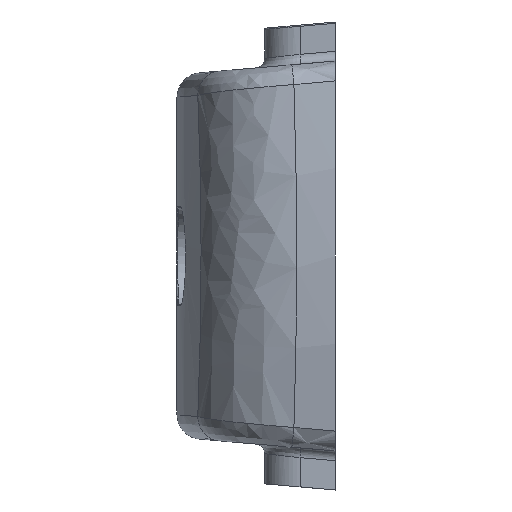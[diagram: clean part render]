
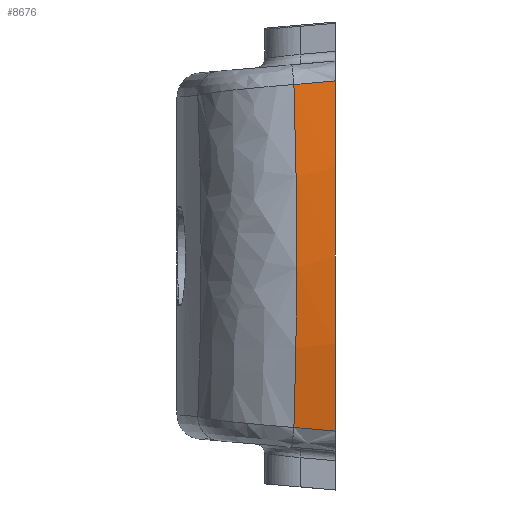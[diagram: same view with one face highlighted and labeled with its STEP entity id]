
A CAD part, left-side view. The second image highlights one B-rep face of the part: STEP entity #8676.
In plain terms, the highlighted cylindrical face has radius 190 mm (diameter 380 mm), a partial arc.
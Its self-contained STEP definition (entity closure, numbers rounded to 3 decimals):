
#157 = EDGE_LOOP ( 'NONE', ( #4603, #8812, #5982, #1138 ) ) ;
#205 = CARTESIAN_POINT ( 'NONE',  ( -57.088, 8.327, -29.369 ) ) ;
#453 = CIRCLE ( 'NONE', #641, 190. ) ;
#641 = AXIS2_PLACEMENT_3D ( 'NONE', #7694, #3456, #8431 ) ;
#883 = CARTESIAN_POINT ( 'NONE',  ( -55.997, 8.509, 35.162 ) ) ;
#961 =( BOUNDED_CURVE ( )  B_SPLINE_CURVE ( 3, ( #1990, #9047, #3439, #8414 ),
 .UNSPECIFIED., .F., .T. ) 
 B_SPLINE_CURVE_WITH_KNOTS ( ( 4, 4 ),
 ( 1.381, 1.385 ),
 .UNSPECIFIED. ) 
 CURVE ( )  GEOMETRIC_REPRESENTATION_ITEM ( )  RATIONAL_B_SPLINE_CURVE ( ( 1., 1., 1., 1. ) ) 
 REPRESENTATION_ITEM ( '' )  );
#1015 = FACE_OUTER_BOUND ( 'NONE', #157, .T. ) ;
#1138 = ORIENTED_EDGE ( 'NONE', *, *, #6889, .F. ) ;
#1450 = CARTESIAN_POINT ( 'NONE',  ( -55.997, 8.509, 35.162 ) ) ;
#1990 = CARTESIAN_POINT ( 'NONE',  ( -55.851, 0., 35.926 ) ) ;
#2032 = CARTESIAN_POINT ( 'NONE',  ( -55.851, 0., -35.926 ) ) ;
#2361 = CARTESIAN_POINT ( 'NONE',  ( -57.842, 8.195, 23.508 ) ) ;
#3093 = CARTESIAN_POINT ( 'NONE',  ( -59.007, 7.991, 11.752 ) ) ;
#3439 = CARTESIAN_POINT ( 'NONE',  ( -55.949, 5.672, 35.417 ) ) ;
#3456 = DIRECTION ( 'NONE',  ( 0., 1., 0. ) ) ;
#3481 = B_SPLINE_CURVE_WITH_KNOTS ( 'NONE', 3,
 ( #883, #5175, #6595, #2361, #7335, #3093, #8065, #3810, #8802, #4504, #205, #5211 ),
 .UNSPECIFIED., .F., .F.,
 ( 4, 2, 2, 2, 2, 4 ),
 ( 0.004, 0.013, 0.022, 0.04, 0.057, 0.075 ),
 .UNSPECIFIED. ) ;
#3553 = CARTESIAN_POINT ( 'NONE',  ( -55.949, 5.672, -35.417 ) ) ;
#3810 = CARTESIAN_POINT ( 'NONE',  ( -59.277, 7.943, -5.964 ) ) ;
#4184 = CARTESIAN_POINT ( 'NONE',  ( -55.851, 0., -35.926 ) ) ;
#4481 = DIRECTION ( 'NONE',  ( 0., -1., 0. ) ) ;
#4504 = CARTESIAN_POINT ( 'NONE',  ( -57.906, 8.185, -23.547 ) ) ;
#4603 = ORIENTED_EDGE ( 'NONE', *, *, #6752, .T. ) ;
#4608 = CYLINDRICAL_SURFACE ( 'NONE', #8286, 190. ) ;
#4736 = VERTEX_POINT ( 'NONE', #1450 ) ;
#5175 = CARTESIAN_POINT ( 'NONE',  ( -56.543, 8.418, 32.262 ) ) ;
#5176 = DIRECTION ( 'NONE',  ( 0., 0., -1. ) ) ;
#5211 = CARTESIAN_POINT ( 'NONE',  ( -55.997, 8.509, -35.162 ) ) ;
#5982 = ORIENTED_EDGE ( 'NONE', *, *, #6581, .T. ) ;
#6217 =( BOUNDED_CURVE ( )  B_SPLINE_CURVE ( 3, ( #4184, #6272, #3553, #8532 ),
 .UNSPECIFIED., .F., .T. ) 
 B_SPLINE_CURVE_WITH_KNOTS ( ( 4, 4 ),
 ( 1.381, 1.385 ),
 .UNSPECIFIED. ) 
 CURVE ( )  GEOMETRIC_REPRESENTATION_ITEM ( )  RATIONAL_B_SPLINE_CURVE ( ( 1., 1., 1., 1. ) ) 
 REPRESENTATION_ITEM ( '' )  );
#6272 = CARTESIAN_POINT ( 'NONE',  ( -55.901, 2.835, -35.672 ) ) ;
#6277 = EDGE_CURVE ( 'NONE', #7418, #4736, #961, .T. ) ;
#6581 = EDGE_CURVE ( 'NONE', #4736, #7768, #3481, .T. ) ;
#6595 = CARTESIAN_POINT ( 'NONE',  ( -57.021, 8.337, 29.351 ) ) ;
#6596 = CARTESIAN_POINT ( 'NONE',  ( 130.721, 40., 0. ) ) ;
#6752 = EDGE_CURVE ( 'NONE', #6778, #7418, #453, .T. ) ;
#6778 = VERTEX_POINT ( 'NONE', #2032 ) ;
#6889 = EDGE_CURVE ( 'NONE', #6778, #7768, #6217, .T. ) ;
#7335 = CARTESIAN_POINT ( 'NONE',  ( -58.185, 8.136, 20.573 ) ) ;
#7418 = VERTEX_POINT ( 'NONE', #8697 ) ;
#7446 = CARTESIAN_POINT ( 'NONE',  ( -55.997, 8.509, -35.162 ) ) ;
#7694 = CARTESIAN_POINT ( 'NONE',  ( 130.721, 0., 0. ) ) ;
#7768 = VERTEX_POINT ( 'NONE', #7446 ) ;
#8065 = CARTESIAN_POINT ( 'NONE',  ( -59.281, 7.942, 5.856 ) ) ;
#8286 = AXIS2_PLACEMENT_3D ( 'NONE', #6596, #4481, #5176 ) ;
#8414 = CARTESIAN_POINT ( 'NONE',  ( -55.997, 8.509, 35.162 ) ) ;
#8431 = DIRECTION ( 'NONE',  ( 0., 0., 1. ) ) ;
#8532 = CARTESIAN_POINT ( 'NONE',  ( -55.997, 8.509, -35.162 ) ) ;
#8676 = ADVANCED_FACE ( 'NONE', ( #1015 ), #4608, .T. ) ;
#8697 = CARTESIAN_POINT ( 'NONE',  ( -55.851, 0., 35.926 ) ) ;
#8802 = CARTESIAN_POINT ( 'NONE',  ( -59., 7.993, -11.844 ) ) ;
#8812 = ORIENTED_EDGE ( 'NONE', *, *, #6277, .T. ) ;
#9047 = CARTESIAN_POINT ( 'NONE',  ( -55.901, 2.835, 35.672 ) ) ;
